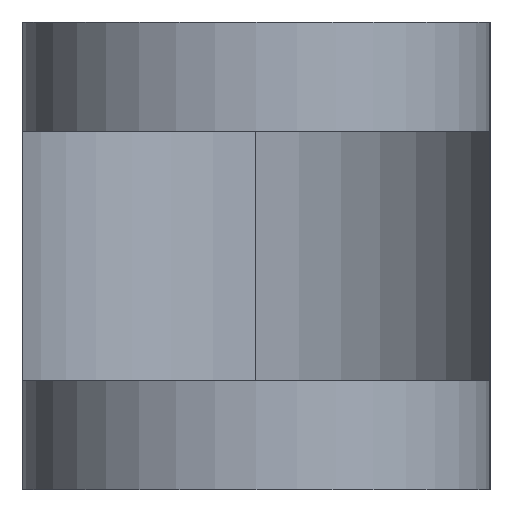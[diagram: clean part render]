
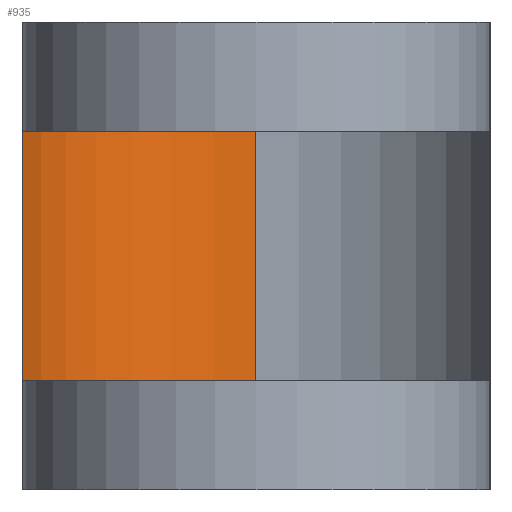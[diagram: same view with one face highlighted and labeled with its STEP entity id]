
A CAD part, left-side view. The second image highlights one B-rep face of the part: STEP entity #935.
In plain terms, the highlighted cylindrical face has radius 10.16 mm (diameter 20.32 mm), a partial arc.
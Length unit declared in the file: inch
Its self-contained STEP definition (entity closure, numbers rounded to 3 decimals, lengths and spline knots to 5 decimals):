
#40 = CARTESIAN_POINT ( 'NONE',  ( -1.11081, 0.375, 0.2 ) ) ;
#45 = ORIENTED_EDGE ( 'NONE', *, *, #496, .F. ) ;
#101 = DIRECTION ( 'NONE',  ( 0., 0., 1. ) ) ;
#183 = ORIENTED_EDGE ( 'NONE', *, *, #283, .T. ) ;
#203 = AXIS2_PLACEMENT_3D ( 'NONE', #1165, #337, #708 ) ;
#283 = EDGE_CURVE ( 'NONE', #1028, #664, #1193, .T. ) ;
#290 = VERTEX_POINT ( 'NONE', #906 ) ;
#303 = DIRECTION ( 'NONE',  ( 0., 0., 1. ) ) ;
#324 = VERTEX_POINT ( 'NONE', #723 ) ;
#337 = DIRECTION ( 'NONE',  ( 0., 0., 1. ) ) ;
#358 = EDGE_LOOP ( 'NONE', ( #547, #1085, #183, #45 ) ) ;
#449 = EDGE_CURVE ( 'NONE', #290, #324, #695, .T. ) ;
#477 = DIRECTION ( 'NONE',  ( 0., 0., 1. ) ) ;
#496 = EDGE_CURVE ( 'NONE', #324, #664, #1115, .T. ) ;
#517 = CARTESIAN_POINT ( 'NONE',  ( -0.85, 0., 0.2 ) ) ;
#536 = LINE ( 'NONE', #783, #584 ) ;
#542 = AXIS2_PLACEMENT_3D ( 'NONE', #847, #101, #1023 ) ;
#547 = ORIENTED_EDGE ( 'NONE', *, *, #449, .F. ) ;
#584 = VECTOR ( 'NONE', #1148, 39.37008 ) ;
#658 = VECTOR ( 'NONE', #477, 39.37008 ) ;
#661 = CARTESIAN_POINT ( 'NONE',  ( -1.11081, 0.375, -0.2 ) ) ;
#664 = VERTEX_POINT ( 'NONE', #40 ) ;
#677 = DIRECTION ( 'NONE',  ( 1., 0., 0. ) ) ;
#695 = CIRCLE ( 'NONE', #542, 0.4 ) ;
#708 = DIRECTION ( 'NONE',  ( 1., 0., 0. ) ) ;
#723 = CARTESIAN_POINT ( 'NONE',  ( -1.11081, 0.375, -0.2 ) ) ;
#778 = FACE_OUTER_BOUND ( 'NONE', #358, .T. ) ;
#783 = CARTESIAN_POINT ( 'NONE',  ( -0.85, 0., -0.2 ) ) ;
#847 = CARTESIAN_POINT ( 'NONE',  ( -1.25, 0., -0.2 ) ) ;
#906 = CARTESIAN_POINT ( 'NONE',  ( -0.85, 0., -0.2 ) ) ;
#935 = ADVANCED_FACE ( 'NONE', ( #778 ), #1119, .F. ) ;
#1023 = DIRECTION ( 'NONE',  ( 1., 0., 0. ) ) ;
#1028 = VERTEX_POINT ( 'NONE', #517 ) ;
#1059 = EDGE_CURVE ( 'NONE', #290, #1028, #536, .T. ) ;
#1081 = AXIS2_PLACEMENT_3D ( 'NONE', #1129, #303, #677 ) ;
#1085 = ORIENTED_EDGE ( 'NONE', *, *, #1059, .T. ) ;
#1115 = LINE ( 'NONE', #661, #658 ) ;
#1119 = CYLINDRICAL_SURFACE ( 'NONE', #1081, 0.4 ) ;
#1129 = CARTESIAN_POINT ( 'NONE',  ( -1.25, 0., -0.2 ) ) ;
#1148 = DIRECTION ( 'NONE',  ( 0., 0., 1. ) ) ;
#1165 = CARTESIAN_POINT ( 'NONE',  ( -1.25, 0., 0.2 ) ) ;
#1193 = CIRCLE ( 'NONE', #203, 0.4 ) ;
